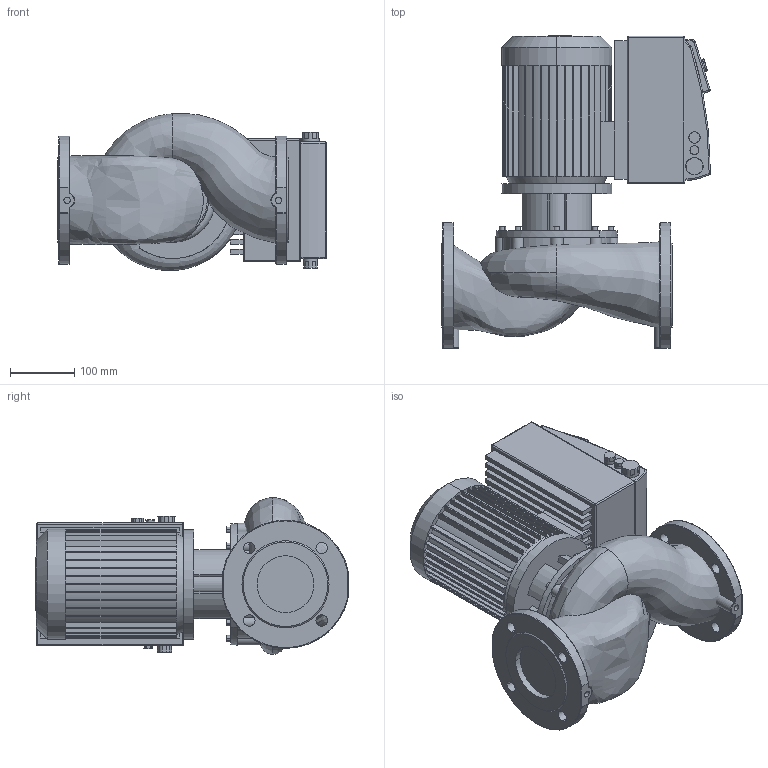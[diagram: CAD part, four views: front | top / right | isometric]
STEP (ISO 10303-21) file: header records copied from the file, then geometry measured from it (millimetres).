
FILE_DESCRIPTION((''),'2;1');
FILE_NAME('3d_IP-E80_115-2_2_2-R1-2158891.stp','2016-07-18T09:17:58',(''),(''),'Mechanical Desktop 2009','Mechanical Desktop 2009',', , ');
FILE_SCHEMA(('CONFIG_CONTROL_DESIGN'));
Length unit declared in the file: millimetre
Products named in the file (1): Product
Bounding box: 420 x 488.03 x 245.24 mm (x, y, z)
Volume: 19447804.6 mm3; surface area: 1122729.4 mm2
Topology: 12 solids, 12 shells, 785 faces, 1991 edges, 1256 vertices
Faces by surface type: plane 432, cylinder 174, bspline 134, sphere 26, torus 13, cone 6
Entity records: 30535 total; most frequent: CARTESIAN_POINT 11687, ORIENTED_EDGE 3946, DIRECTION 3820, EDGE_CURVE 1973, AXIS2_PLACEMENT_3D 1286, VERTEX_POINT 1256, VECTOR 1248, LINE 1248
